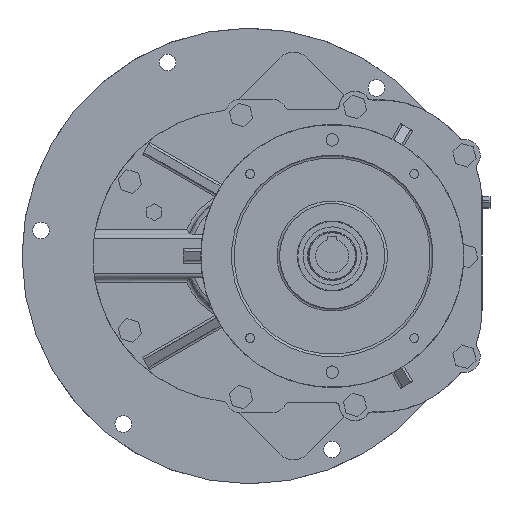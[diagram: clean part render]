
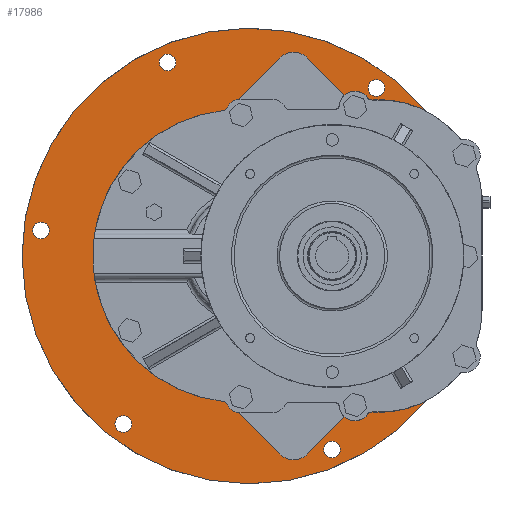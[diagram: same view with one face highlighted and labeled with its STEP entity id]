
A CAD part, left-side view. The second image highlights one B-rep face of the part: STEP entity #17986.
In plain terms, the highlighted planar face has unit normal (-1, 0, 0).
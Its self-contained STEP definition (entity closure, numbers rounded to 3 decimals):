
#133 = AXIS2_PLACEMENT_3D ( 'NONE', #27527, #22974, #25258 ) ;
#422 = LINE ( 'NONE', #5132, #25517 ) ;
#554 = AXIS2_PLACEMENT_3D ( 'NONE', #15113, #12840, #19787 ) ;
#564 = FACE_BOUND ( 'NONE', #4422, .T. ) ;
#576 = AXIS2_PLACEMENT_3D ( 'NONE', #18827, #12204, #21414 ) ;
#821 = AXIS2_PLACEMENT_3D ( 'NONE', #24021, #9082, #10737 ) ;
#1073 = CARTESIAN_POINT ( 'NONE',  ( -24., 12., 154. ) ) ;
#1447 = CIRCLE ( 'NONE', #18297, 104.5 ) ;
#1632 = CARTESIAN_POINT ( 'NONE',  ( -24., -260., 46. ) ) ;
#1858 = CARTESIAN_POINT ( 'NONE',  ( -24., 144.436, -182.173 ) ) ;
#1867 = LINE ( 'NONE', #11084, #14797 ) ;
#2110 = DIRECTION ( 'NONE',  ( -1., 0., 0. ) ) ;
#2159 = CARTESIAN_POINT ( 'NONE',  ( -24., -93.775, -211.421 ) ) ;
#2245 = ORIENTED_EDGE ( 'NONE', *, *, #28554, .F. ) ;
#2555 = DIRECTION ( 'NONE',  ( 0., 0., 1. ) ) ;
#3081 = CIRCLE ( 'NONE', #14164, 260. ) ;
#3122 = VERTEX_POINT ( 'NONE', #1073 ) ;
#3244 = CARTESIAN_POINT ( 'NONE',  ( -24., 238.211, 38.749 ) ) ;
#3258 = ORIENTED_EDGE ( 'NONE', *, *, #21286, .F. ) ;
#3559 = CARTESIAN_POINT ( 'NONE',  ( -24., -144.436, 201.173 ) ) ;
#4064 = DIRECTION ( 'NONE',  ( 0., 1., 0. ) ) ;
#4098 = CARTESIAN_POINT ( 'NONE',  ( -24., -251.089, 46. ) ) ;
#4182 = AXIS2_PLACEMENT_3D ( 'NONE', #28706, #4713, #9421 ) ;
#4358 = EDGE_CURVE ( 'NONE', #14554, #24499, #10703, .T. ) ;
#4422 = EDGE_LOOP ( 'NONE', ( #10938 ) ) ;
#4713 = DIRECTION ( 'NONE',  ( -1., 0., 0. ) ) ;
#4762 = EDGE_CURVE ( 'NONE', #16653, #16653, #29926, .T. ) ;
#5132 = CARTESIAN_POINT ( 'NONE',  ( -24., -273.357, -18.01 ) ) ;
#5498 = CARTESIAN_POINT ( 'NONE',  ( -24., -260., 154. ) ) ;
#5851 = EDGE_CURVE ( 'NONE', #3122, #11812, #14288, .T. ) ;
#6584 = DIRECTION ( 'NONE',  ( 0., 0., 1. ) ) ;
#6674 = CARTESIAN_POINT ( 'NONE',  ( -24., 238.211, 29.249 ) ) ;
#7340 = EDGE_CURVE ( 'NONE', #28795, #17915, #27437, .T. ) ;
#7380 = EDGE_LOOP ( 'NONE', ( #17603 ) ) ;
#7479 = ORIENTED_EDGE ( 'NONE', *, *, #4762, .F. ) ;
#7546 = FACE_BOUND ( 'NONE', #26960, .T. ) ;
#8259 = CARTESIAN_POINT ( 'NONE',  ( -24., -147.65, 60.856 ) ) ;
#8544 = VERTEX_POINT ( 'NONE', #1858 ) ;
#8623 = VECTOR ( 'NONE', #28663, 1000. ) ;
#9082 = DIRECTION ( 'NONE',  ( -1., 0., 0. ) ) ;
#9421 = DIRECTION ( 'NONE',  ( 0., 0., 1. ) ) ;
#10070 = EDGE_LOOP ( 'NONE', ( #29250 ) ) ;
#10308 = DIRECTION ( 'NONE',  ( -1., 0., 0. ) ) ;
#10703 = LINE ( 'NONE', #1632, #24380 ) ;
#10737 = DIRECTION ( 'NONE',  ( 0., 0., 1. ) ) ;
#10938 = ORIENTED_EDGE ( 'NONE', *, *, #24089, .F. ) ;
#10978 = EDGE_CURVE ( 'NONE', #11812, #27507, #14417, .T. ) ;
#11084 = CARTESIAN_POINT ( 'NONE',  ( -24., -210., 0. ) ) ;
#11181 = CIRCLE ( 'NONE', #554, 9.5 ) ;
#11494 = VERTEX_POINT ( 'NONE', #28951 ) ;
#11596 = EDGE_CURVE ( 'NONE', #11494, #20590, #1867, .T. ) ;
#11812 = VERTEX_POINT ( 'NONE', #18899 ) ;
#11891 = FACE_BOUND ( 'NONE', #10070, .T. ) ;
#11921 = DIRECTION ( 'NONE',  ( -1., 0., 0. ) ) ;
#12071 = CARTESIAN_POINT ( 'NONE',  ( -24., -93.775, -220.921 ) ) ;
#12077 = ORIENTED_EDGE ( 'NONE', *, *, #10978, .F. ) ;
#12124 = LINE ( 'NONE', #5498, #13542 ) ;
#12125 = CARTESIAN_POINT ( 'NONE',  ( -24., -255.898, 46. ) ) ;
#12204 = DIRECTION ( 'NONE',  ( -1., 0., 0. ) ) ;
#12330 = CARTESIAN_POINT ( 'NONE',  ( -24., -223.67, 132.559 ) ) ;
#12747 = CARTESIAN_POINT ( 'NONE',  ( -24., 93.775, 230.421 ) ) ;
#12840 = DIRECTION ( 'NONE',  ( -1., 0., 0. ) ) ;
#12906 = DIRECTION ( 'NONE',  ( -1., 0., 0. ) ) ;
#13024 = AXIS2_PLACEMENT_3D ( 'NONE', #6674, #15838, #29908 ) ;
#13163 = CIRCLE ( 'NONE', #133, 9.5 ) ;
#13405 = DIRECTION ( 'NONE',  ( 1., 0., 0. ) ) ;
#13542 = VECTOR ( 'NONE', #14678, 1000. ) ;
#13599 = CARTESIAN_POINT ( 'NONE',  ( -24., -90., -154. ) ) ;
#13615 = AXIS2_PLACEMENT_3D ( 'NONE', #22810, #2110, #2555 ) ;
#14164 = AXIS2_PLACEMENT_3D ( 'NONE', #24598, #13405, #25047 ) ;
#14166 = FACE_BOUND ( 'NONE', #27820, .T. ) ;
#14288 = CIRCLE ( 'NONE', #4182, 154. ) ;
#14417 = LINE ( 'NONE', #28352, #8623 ) ;
#14554 = VERTEX_POINT ( 'NONE', #12125 ) ;
#14678 = DIRECTION ( 'NONE',  ( 0., 1., 0. ) ) ;
#14797 = VECTOR ( 'NONE', #6584, 1000. ) ;
#14923 = ORIENTED_EDGE ( 'NONE', *, *, #17480, .F. ) ;
#15113 = CARTESIAN_POINT ( 'NONE',  ( -24., -144.436, 191.673 ) ) ;
#15822 = ORIENTED_EDGE ( 'NONE', *, *, #11596, .F. ) ;
#15838 = DIRECTION ( 'NONE',  ( -1., 0., 0. ) ) ;
#16099 = AXIS2_PLACEMENT_3D ( 'NONE', #17381, #10308, #24038 ) ;
#16443 = ORIENTED_EDGE ( 'NONE', *, *, #4358, .T. ) ;
#16653 = VERTEX_POINT ( 'NONE', #3244 ) ;
#16707 = FACE_OUTER_BOUND ( 'NONE', #16906, .T. ) ;
#16906 = EDGE_LOOP ( 'NONE', ( #16443, #22211, #15822, #3258, #12077, #25760, #14923, #29843, #2245 ) ) ;
#17014 = CIRCLE ( 'NONE', #16099, 9.5 ) ;
#17381 = CARTESIAN_POINT ( 'NONE',  ( -24., 93.775, 220.921 ) ) ;
#17480 = EDGE_CURVE ( 'NONE', #17915, #3122, #12124, .T. ) ;
#17603 = ORIENTED_EDGE ( 'NONE', *, *, #20237, .F. ) ;
#17719 = VERTEX_POINT ( 'NONE', #20286 ) ;
#17915 = VERTEX_POINT ( 'NONE', #21252 ) ;
#17986 = ADVANCED_FACE ( 'NONE', ( #23377, #14166, #28239, #564, #7546, #11891, #16707 ), #25948, .T. ) ;
#18297 = AXIS2_PLACEMENT_3D ( 'NONE', #8259, #12906, #26672 ) ;
#18827 = CARTESIAN_POINT ( 'NONE',  ( -24., -260., 0. ) ) ;
#18888 = EDGE_CURVE ( 'NONE', #26961, #26961, #11181, .T. ) ;
#18896 = CIRCLE ( 'NONE', #13615, 9.5 ) ;
#18899 = CARTESIAN_POINT ( 'NONE',  ( -24., 12., -154. ) ) ;
#19161 = ORIENTED_EDGE ( 'NONE', *, *, #24343, .F. ) ;
#19787 = DIRECTION ( 'NONE',  ( 0., 0., 1. ) ) ;
#19992 = VERTEX_POINT ( 'NONE', #12747 ) ;
#20237 = EDGE_CURVE ( 'NONE', #19992, #19992, #17014, .T. ) ;
#20286 = CARTESIAN_POINT ( 'NONE',  ( -24., -238.211, -19.749 ) ) ;
#20444 = VERTEX_POINT ( 'NONE', #2159 ) ;
#20590 = VERTEX_POINT ( 'NONE', #25163 ) ;
#20972 = DIRECTION ( 'NONE',  ( 0., -0.803, 0.596 ) ) ;
#21252 = CARTESIAN_POINT ( 'NONE',  ( -24., -100.275, 154. ) ) ;
#21286 = EDGE_CURVE ( 'NONE', #27507, #11494, #422, .T. ) ;
#21414 = DIRECTION ( 'NONE',  ( 0., 0., 1. ) ) ;
#21515 = EDGE_CURVE ( 'NONE', #20590, #24499, #1447, .T. ) ;
#22211 = ORIENTED_EDGE ( 'NONE', *, *, #21515, .F. ) ;
#22810 = CARTESIAN_POINT ( 'NONE',  ( -24., 144.436, -191.673 ) ) ;
#22974 = DIRECTION ( 'NONE',  ( -1., 0., 0. ) ) ;
#23377 = FACE_BOUND ( 'NONE', #24198, .T. ) ;
#24021 = CARTESIAN_POINT ( 'NONE',  ( -24., -147.65, 60.856 ) ) ;
#24038 = DIRECTION ( 'NONE',  ( 0., 0., 1. ) ) ;
#24089 = EDGE_CURVE ( 'NONE', #8544, #8544, #18896, .T. ) ;
#24198 = EDGE_LOOP ( 'NONE', ( #26131 ) ) ;
#24343 = EDGE_CURVE ( 'NONE', #17719, #17719, #13163, .T. ) ;
#24380 = VECTOR ( 'NONE', #4064, 1000. ) ;
#24499 = VERTEX_POINT ( 'NONE', #4098 ) ;
#24598 = CARTESIAN_POINT ( 'NONE',  ( -24., 0., 0. ) ) ;
#25047 = DIRECTION ( 'NONE',  ( 0., 0., -1. ) ) ;
#25163 = CARTESIAN_POINT ( 'NONE',  ( -24., -210., -23.006 ) ) ;
#25258 = DIRECTION ( 'NONE',  ( 0., 0., 1. ) ) ;
#25517 = VECTOR ( 'NONE', #20972, 1000. ) ;
#25760 = ORIENTED_EDGE ( 'NONE', *, *, #5851, .F. ) ;
#25806 = CIRCLE ( 'NONE', #29707, 9.5 ) ;
#25948 = PLANE ( 'NONE',  #576 ) ;
#26131 = ORIENTED_EDGE ( 'NONE', *, *, #18888, .F. ) ;
#26672 = DIRECTION ( 'NONE',  ( 0., 0., 1. ) ) ;
#26960 = EDGE_LOOP ( 'NONE', ( #19161 ) ) ;
#26961 = VERTEX_POINT ( 'NONE', #3559 ) ;
#27437 = CIRCLE ( 'NONE', #821, 104.5 ) ;
#27507 = VERTEX_POINT ( 'NONE', #13599 ) ;
#27527 = CARTESIAN_POINT ( 'NONE',  ( -24., -238.211, -29.249 ) ) ;
#27628 = EDGE_CURVE ( 'NONE', #20444, #20444, #25806, .T. ) ;
#27820 = EDGE_LOOP ( 'NONE', ( #7479 ) ) ;
#27950 = DIRECTION ( 'NONE',  ( 0., 0., 1. ) ) ;
#28239 = FACE_BOUND ( 'NONE', #7380, .T. ) ;
#28352 = CARTESIAN_POINT ( 'NONE',  ( -24., -260., -154. ) ) ;
#28554 = EDGE_CURVE ( 'NONE', #14554, #28795, #3081, .T. ) ;
#28663 = DIRECTION ( 'NONE',  ( 0., -1., 0. ) ) ;
#28706 = CARTESIAN_POINT ( 'NONE',  ( -24., 12., 0. ) ) ;
#28795 = VERTEX_POINT ( 'NONE', #12330 ) ;
#28951 = CARTESIAN_POINT ( 'NONE',  ( -24., -210., -65. ) ) ;
#29250 = ORIENTED_EDGE ( 'NONE', *, *, #27628, .F. ) ;
#29707 = AXIS2_PLACEMENT_3D ( 'NONE', #12071, #11921, #27950 ) ;
#29843 = ORIENTED_EDGE ( 'NONE', *, *, #7340, .F. ) ;
#29908 = DIRECTION ( 'NONE',  ( 0., 0., 1. ) ) ;
#29926 = CIRCLE ( 'NONE', #13024, 9.5 ) ;
